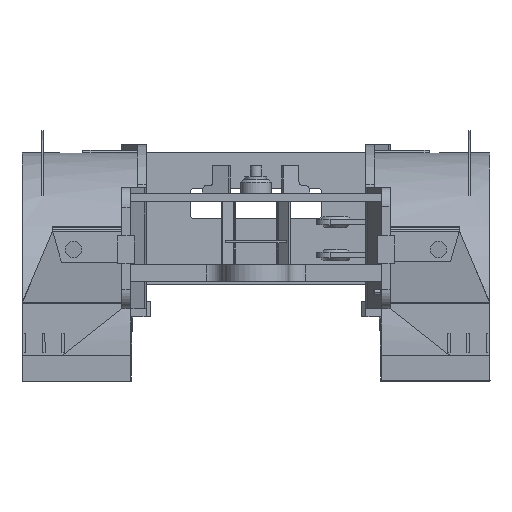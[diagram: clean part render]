
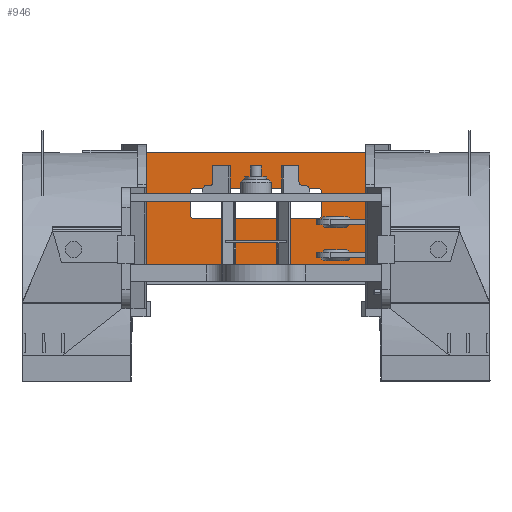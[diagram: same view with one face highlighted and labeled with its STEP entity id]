
A CAD part, front view. The second image highlights one B-rep face of the part: STEP entity #946.
In plain terms, the highlighted face is planar.
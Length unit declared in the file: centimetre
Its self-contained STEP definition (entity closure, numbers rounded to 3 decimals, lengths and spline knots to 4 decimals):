
#203 = CARTESIAN_POINT ( 'NONE',  ( 15.24, -191.825, 34.9758 ) ) ;
#269 = VECTOR ( 'NONE', #4026, 100. ) ;
#287 = DIRECTION ( 'NONE',  ( 1., 0., 0. ) ) ;
#289 = EDGE_LOOP ( 'NONE', ( #1671, #2863, #4398, #1012 ) ) ;
#400 = VERTEX_POINT ( 'NONE', #12435 ) ;
#647 = VERTEX_POINT ( 'NONE', #17752 ) ;
#682 = CARTESIAN_POINT ( 'NONE',  ( 29.0695, -191.825, 46.7233 ) ) ;
#705 = DIRECTION ( 'NONE',  ( -0.707, 0., -0.707 ) ) ;
#946 = ADVANCED_FACE ( 'NONE', ( #6773, #18417 ), #8127, .F. ) ;
#1012 = ORIENTED_EDGE ( 'NONE', *, *, #16308, .T. ) ;
#1246 = VERTEX_POINT ( 'NONE', #18205 ) ;
#1537 = LINE ( 'NONE', #3172, #3113 ) ;
#1547 = EDGE_CURVE ( 'NONE', #3196, #5234, #11409, .T. ) ;
#1646 = CARTESIAN_POINT ( 'NONE',  ( 29.0695, -191.825, 20.1496 ) ) ;
#1671 = ORIENTED_EDGE ( 'NONE', *, *, #4870, .T. ) ;
#1710 = VECTOR ( 'NONE', #705, 100. ) ;
#2502 = DIRECTION ( 'NONE',  ( 1., 0., 0. ) ) ;
#2863 = ORIENTED_EDGE ( 'NONE', *, *, #13671, .T. ) ;
#2876 = CARTESIAN_POINT ( 'NONE',  ( -7.62, -191.825, 31.4833 ) ) ;
#3113 = VECTOR ( 'NONE', #13197, 100. ) ;
#3117 = EDGE_CURVE ( 'NONE', #400, #6657, #15146, .T. ) ;
#3172 = CARTESIAN_POINT ( 'NONE',  ( 29.0695, -191.825, 48.6285 ) ) ;
#3196 = VERTEX_POINT ( 'NONE', #4626 ) ;
#3302 = CARTESIAN_POINT ( 'NONE',  ( -14.732, -191.825, 31.4833 ) ) ;
#3896 = DIRECTION ( 'NONE',  ( 0.707, 0., -0.707 ) ) ;
#4026 = DIRECTION ( 'NONE',  ( 0., 0., 1. ) ) ;
#4218 = CARTESIAN_POINT ( 'NONE',  ( 14.732, -191.825, 38.4683 ) ) ;
#4398 = ORIENTED_EDGE ( 'NONE', *, *, #16230, .F. ) ;
#4430 = DIRECTION ( 'NONE',  ( 0.707, 0., -0.707 ) ) ;
#4554 = CARTESIAN_POINT ( 'NONE',  ( -7.62, -191.825, 38.4683 ) ) ;
#4626 = CARTESIAN_POINT ( 'NONE',  ( -15.24, -191.825, 31.9913 ) ) ;
#4802 = VECTOR ( 'NONE', #287, 100. ) ;
#4870 = EDGE_CURVE ( 'NONE', #9768, #16094, #1537, .T. ) ;
#5229 = LINE ( 'NONE', #5511, #12584 ) ;
#5234 = VERTEX_POINT ( 'NONE', #15173 ) ;
#5261 = LINE ( 'NONE', #6618, #1710 ) ;
#5317 = DIRECTION ( 'NONE',  ( 0., -1., 0. ) ) ;
#5443 = VECTOR ( 'NONE', #4430, 100. ) ;
#5511 = CARTESIAN_POINT ( 'NONE',  ( -15.646, -191.825, 46.7233 ) ) ;
#5556 = LINE ( 'NONE', #13038, #11860 ) ;
#5649 = DIRECTION ( 'NONE',  ( -1., 0., 0. ) ) ;
#5778 = ORIENTED_EDGE ( 'NONE', *, *, #9375, .T. ) ;
#6050 = VECTOR ( 'NONE', #16692, 100. ) ;
#6197 = CARTESIAN_POINT ( 'NONE',  ( -29.0695, -191.825, 48.6285 ) ) ;
#6375 = VECTOR ( 'NONE', #11059, 100. ) ;
#6618 = CARTESIAN_POINT ( 'NONE',  ( -17.8637, -191.825, 35.3366 ) ) ;
#6657 = VERTEX_POINT ( 'NONE', #18395 ) ;
#6773 = FACE_OUTER_BOUND ( 'NONE', #289, .T. ) ;
#6866 = CARTESIAN_POINT ( 'NONE',  ( -15.646, -191.825, 33.1189 ) ) ;
#6888 = ORIENTED_EDGE ( 'NONE', *, *, #17703, .F. ) ;
#6973 = VERTEX_POINT ( 'NONE', #3302 ) ;
#7062 = LINE ( 'NONE', #2876, #17581 ) ;
#8036 = CARTESIAN_POINT ( 'NONE',  ( 16.0068, -191.825, 32.7581 ) ) ;
#8100 = EDGE_CURVE ( 'NONE', #9478, #5234, #5261, .T. ) ;
#8127 = PLANE ( 'NONE',  #11727 ) ;
#8171 = LINE ( 'NONE', #11471, #11644 ) ;
#8643 = VECTOR ( 'NONE', #13595, 100. ) ;
#8730 = EDGE_LOOP ( 'NONE', ( #16145, #15583, #9548, #6888, #16271, #13566, #18644, #5778 ) ) ;
#9375 = EDGE_CURVE ( 'NONE', #3196, #6973, #8171, .T. ) ;
#9478 = VERTEX_POINT ( 'NONE', #17676 ) ;
#9548 = ORIENTED_EDGE ( 'NONE', *, *, #3117, .T. ) ;
#9768 = VERTEX_POINT ( 'NONE', #682 ) ;
#11059 = DIRECTION ( 'NONE',  ( -0.707, 0., -0.707 ) ) ;
#11409 = LINE ( 'NONE', #17327, #269 ) ;
#11471 = CARTESIAN_POINT ( 'NONE',  ( -16.0068, -191.825, 32.7581 ) ) ;
#11644 = VECTOR ( 'NONE', #3896, 100. ) ;
#11727 = AXIS2_PLACEMENT_3D ( 'NONE', #6866, #5317, #15416 ) ;
#11860 = VECTOR ( 'NONE', #5649, 100. ) ;
#12220 = LINE ( 'NONE', #8036, #6375 ) ;
#12435 = CARTESIAN_POINT ( 'NONE',  ( 15.24, -191.825, 31.9913 ) ) ;
#12584 = VECTOR ( 'NONE', #2502, 100. ) ;
#13038 = CARTESIAN_POINT ( 'NONE',  ( -15.646, -191.825, 20.1496 ) ) ;
#13197 = DIRECTION ( 'NONE',  ( 0., 0., -1. ) ) ;
#13278 = DIRECTION ( 'NONE',  ( 1., 0., 0. ) ) ;
#13333 = VERTEX_POINT ( 'NONE', #18281 ) ;
#13460 = LINE ( 'NONE', #16093, #5443 ) ;
#13566 = ORIENTED_EDGE ( 'NONE', *, *, #8100, .T. ) ;
#13595 = DIRECTION ( 'NONE',  ( 0., 0., 1. ) ) ;
#13671 = EDGE_CURVE ( 'NONE', #16094, #647, #5556, .T. ) ;
#15087 = VERTEX_POINT ( 'NONE', #4218 ) ;
#15146 = LINE ( 'NONE', #203, #8643 ) ;
#15173 = CARTESIAN_POINT ( 'NONE',  ( -15.24, -191.825, 37.9603 ) ) ;
#15416 = DIRECTION ( 'NONE',  ( 1., 0., 0. ) ) ;
#15423 = LINE ( 'NONE', #6197, #6050 ) ;
#15583 = ORIENTED_EDGE ( 'NONE', *, *, #16196, .F. ) ;
#16093 = CARTESIAN_POINT ( 'NONE',  ( 17.8637, -191.825, 35.3366 ) ) ;
#16094 = VERTEX_POINT ( 'NONE', #1646 ) ;
#16145 = ORIENTED_EDGE ( 'NONE', *, *, #18958, .T. ) ;
#16196 = EDGE_CURVE ( 'NONE', #400, #13333, #12220, .T. ) ;
#16230 = EDGE_CURVE ( 'NONE', #1246, #647, #15423, .T. ) ;
#16271 = ORIENTED_EDGE ( 'NONE', *, *, #17261, .F. ) ;
#16308 = EDGE_CURVE ( 'NONE', #1246, #9768, #5229, .T. ) ;
#16692 = DIRECTION ( 'NONE',  ( 0., 0., -1. ) ) ;
#17261 = EDGE_CURVE ( 'NONE', #9478, #15087, #17858, .T. ) ;
#17327 = CARTESIAN_POINT ( 'NONE',  ( -15.24, -191.825, 34.9758 ) ) ;
#17581 = VECTOR ( 'NONE', #13278, 100. ) ;
#17676 = CARTESIAN_POINT ( 'NONE',  ( -14.732, -191.825, 38.4683 ) ) ;
#17703 = EDGE_CURVE ( 'NONE', #15087, #6657, #13460, .T. ) ;
#17752 = CARTESIAN_POINT ( 'NONE',  ( -29.0695, -191.825, 20.1496 ) ) ;
#17858 = LINE ( 'NONE', #4554, #4802 ) ;
#18205 = CARTESIAN_POINT ( 'NONE',  ( -29.0695, -191.825, 46.7233 ) ) ;
#18281 = CARTESIAN_POINT ( 'NONE',  ( 14.732, -191.825, 31.4833 ) ) ;
#18395 = CARTESIAN_POINT ( 'NONE',  ( 15.24, -191.825, 37.9603 ) ) ;
#18417 = FACE_BOUND ( 'NONE', #8730, .T. ) ;
#18644 = ORIENTED_EDGE ( 'NONE', *, *, #1547, .F. ) ;
#18958 = EDGE_CURVE ( 'NONE', #6973, #13333, #7062, .T. ) ;
